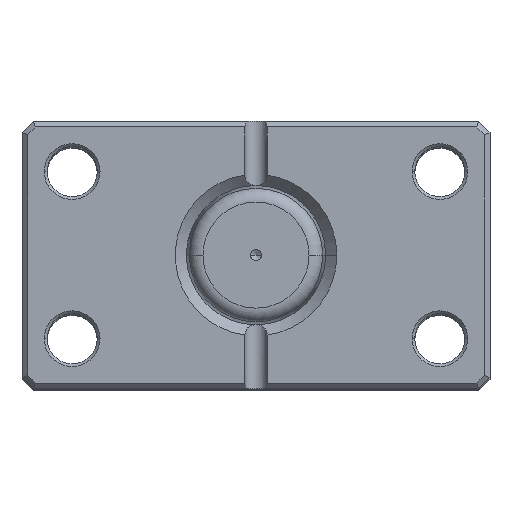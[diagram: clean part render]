
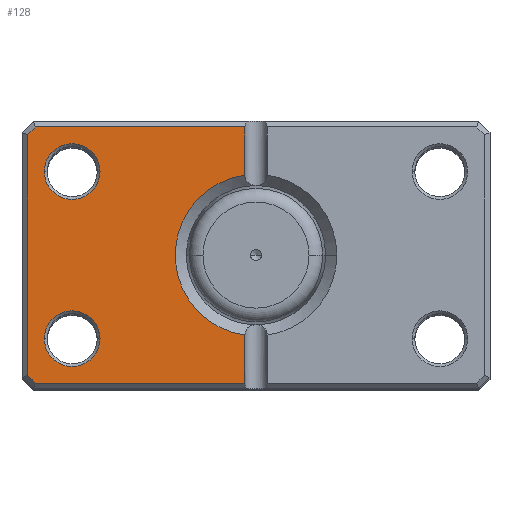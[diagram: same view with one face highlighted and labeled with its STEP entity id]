
A CAD part, top view. The second image highlights one B-rep face of the part: STEP entity #128.
In plain terms, the highlighted face is planar.
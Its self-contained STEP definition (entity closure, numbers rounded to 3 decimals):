
#13 = CARTESIAN_POINT ( 'NONE',  ( 38., 15., 0. ) ) ;
#21 = DIRECTION ( 'NONE',  ( 0.707, -0.707, 0. ) ) ;
#73 = DIRECTION ( 'NONE',  ( 1., 0., 0. ) ) ;
#82 = VECTOR ( 'NONE', #5963, 1000. ) ;
#101 = DIRECTION ( 'NONE',  ( 1., 0., 0. ) ) ;
#105 = CARTESIAN_POINT ( 'NONE',  ( 28., 15., 0. ) ) ;
#128 = ADVANCED_FACE ( 'NONE', ( #2650, #4968, #3891 ), #6045, .F. ) ;
#145 = VERTEX_POINT ( 'NONE', #2109 ) ;
#158 = EDGE_CURVE ( 'NONE', #4707, #5751, #4839, .T. ) ;
#168 = EDGE_LOOP ( 'NONE', ( #1604, #307 ) ) ;
#172 = ORIENTED_EDGE ( 'NONE', *, *, #4503, .T. ) ;
#200 = VERTEX_POINT ( 'NONE', #5740 ) ;
#307 = ORIENTED_EDGE ( 'NONE', *, *, #158, .T. ) ;
#370 = EDGE_CURVE ( 'NONE', #5618, #4679, #4844, .T. ) ;
#409 = AXIS2_PLACEMENT_3D ( 'NONE', #3932, #1977, #1732 ) ;
#413 = EDGE_CURVE ( 'NONE', #2962, #200, #3477, .T. ) ;
#698 = CARTESIAN_POINT ( 'NONE',  ( 39.586, 23., 0. ) ) ;
#838 = EDGE_LOOP ( 'NONE', ( #5136, #3889, #1470, #172, #4967, #3745, #2508, #1325 ) ) ;
#1058 = LINE ( 'NONE', #3993, #5679 ) ;
#1091 = CARTESIAN_POINT ( 'NONE',  ( 33., -15., 0. ) ) ;
#1149 = LINE ( 'NONE', #3300, #2344 ) ;
#1325 = ORIENTED_EDGE ( 'NONE', *, *, #4147, .T. ) ;
#1334 = CARTESIAN_POINT ( 'NONE',  ( 28., -15., 0. ) ) ;
#1344 = EDGE_CURVE ( 'NONE', #145, #5618, #1058, .T. ) ;
#1382 = LINE ( 'NONE', #2679, #82 ) ;
#1470 = ORIENTED_EDGE ( 'NONE', *, *, #2459, .T. ) ;
#1558 = DIRECTION ( 'NONE',  ( 1., 0., 0. ) ) ;
#1604 = ORIENTED_EDGE ( 'NONE', *, *, #4792, .T. ) ;
#1693 = CARTESIAN_POINT ( 'NONE',  ( 41., 0., 0. ) ) ;
#1732 = DIRECTION ( 'NONE',  ( 1., 0., 0. ) ) ;
#1736 = AXIS2_PLACEMENT_3D ( 'NONE', #5676, #2904, #101 ) ;
#1888 = CARTESIAN_POINT ( 'NONE',  ( 2., -14.361, 0. ) ) ;
#1966 = CARTESIAN_POINT ( 'NONE',  ( 2., 24., 0. ) ) ;
#1977 = DIRECTION ( 'NONE',  ( 0., 0., 1. ) ) ;
#2028 = VERTEX_POINT ( 'NONE', #2618 ) ;
#2078 = LINE ( 'NONE', #5228, #2221 ) ;
#2109 = CARTESIAN_POINT ( 'NONE',  ( 2., -23., 0. ) ) ;
#2136 = CARTESIAN_POINT ( 'NONE',  ( 0., 23., 0. ) ) ;
#2221 = VECTOR ( 'NONE', #4781, 1000. ) ;
#2344 = VECTOR ( 'NONE', #21, 1000. ) ;
#2459 = EDGE_CURVE ( 'NONE', #4679, #2028, #5923, .T. ) ;
#2480 = EDGE_CURVE ( 'NONE', #4156, #3467, #4958, .T. ) ;
#2508 = ORIENTED_EDGE ( 'NONE', *, *, #2722, .T. ) ;
#2618 = CARTESIAN_POINT ( 'NONE',  ( 2., 23., 0. ) ) ;
#2650 = FACE_BOUND ( 'NONE', #5396, .T. ) ;
#2679 = CARTESIAN_POINT ( 'NONE',  ( 31.293, -31.293, 0. ) ) ;
#2683 = AXIS2_PLACEMENT_3D ( 'NONE', #1091, #4283, #1558 ) ;
#2722 = EDGE_CURVE ( 'NONE', #200, #3378, #1382, .T. ) ;
#2799 = ORIENTED_EDGE ( 'NONE', *, *, #2480, .T. ) ;
#2886 = DIRECTION ( 'NONE',  ( 0., 0., 1. ) ) ;
#2904 = DIRECTION ( 'NONE',  ( 0., 0., 1. ) ) ;
#2962 = VERTEX_POINT ( 'NONE', #6060 ) ;
#3122 = AXIS2_PLACEMENT_3D ( 'NONE', #5660, #2886, #73 ) ;
#3124 = CARTESIAN_POINT ( 'NONE',  ( 0., 0., 0. ) ) ;
#3183 = DIRECTION ( 'NONE',  ( 0., 1., 0. ) ) ;
#3300 = CARTESIAN_POINT ( 'NONE',  ( 31.293, 31.293, 0. ) ) ;
#3378 = VERTEX_POINT ( 'NONE', #3501 ) ;
#3467 = VERTEX_POINT ( 'NONE', #1334 ) ;
#3477 = LINE ( 'NONE', #1693, #5800 ) ;
#3485 = CARTESIAN_POINT ( 'NONE',  ( 33., 15., 0. ) ) ;
#3501 = CARTESIAN_POINT ( 'NONE',  ( 39.586, -23., 0. ) ) ;
#3745 = ORIENTED_EDGE ( 'NONE', *, *, #413, .T. ) ;
#3808 = VERTEX_POINT ( 'NONE', #698 ) ;
#3874 = LINE ( 'NONE', #2136, #5120 ) ;
#3889 = ORIENTED_EDGE ( 'NONE', *, *, #370, .T. ) ;
#3891 = FACE_OUTER_BOUND ( 'NONE', #838, .T. ) ;
#3932 = CARTESIAN_POINT ( 'NONE',  ( 0., 0., 0. ) ) ;
#3993 = CARTESIAN_POINT ( 'NONE',  ( 2., 24., 0. ) ) ;
#4106 = AXIS2_PLACEMENT_3D ( 'NONE', #3124, #5538, #5563 ) ;
#4147 = EDGE_CURVE ( 'NONE', #3378, #145, #2078, .T. ) ;
#4156 = VERTEX_POINT ( 'NONE', #5718 ) ;
#4283 = DIRECTION ( 'NONE',  ( 0., 0., 1. ) ) ;
#4503 = EDGE_CURVE ( 'NONE', #2028, #3808, #3874, .T. ) ;
#4660 = CARTESIAN_POINT ( 'NONE',  ( 2., 14.361, 0. ) ) ;
#4678 = VECTOR ( 'NONE', #5197, 1000. ) ;
#4679 = VERTEX_POINT ( 'NONE', #4660 ) ;
#4707 = VERTEX_POINT ( 'NONE', #13 ) ;
#4746 = CIRCLE ( 'NONE', #3122, 5. ) ;
#4781 = DIRECTION ( 'NONE',  ( -1., 0., 0. ) ) ;
#4792 = EDGE_CURVE ( 'NONE', #5751, #4707, #4746, .T. ) ;
#4813 = DIRECTION ( 'NONE',  ( 0., -1., 0. ) ) ;
#4839 = CIRCLE ( 'NONE', #5060, 5. ) ;
#4844 = CIRCLE ( 'NONE', #409, 14.5 ) ;
#4903 = DIRECTION ( 'NONE',  ( 1., 0., 0. ) ) ;
#4958 = CIRCLE ( 'NONE', #1736, 5. ) ;
#4967 = ORIENTED_EDGE ( 'NONE', *, *, #5013, .T. ) ;
#4968 = FACE_BOUND ( 'NONE', #168, .T. ) ;
#5013 = EDGE_CURVE ( 'NONE', #3808, #2962, #1149, .T. ) ;
#5060 = AXIS2_PLACEMENT_3D ( 'NONE', #3485, #5723, #5757 ) ;
#5113 = EDGE_CURVE ( 'NONE', #3467, #4156, #5609, .T. ) ;
#5120 = VECTOR ( 'NONE', #4903, 1000. ) ;
#5136 = ORIENTED_EDGE ( 'NONE', *, *, #1344, .T. ) ;
#5197 = DIRECTION ( 'NONE',  ( 0., 1., 0. ) ) ;
#5228 = CARTESIAN_POINT ( 'NONE',  ( 0., -23., 0. ) ) ;
#5281 = ORIENTED_EDGE ( 'NONE', *, *, #5113, .T. ) ;
#5396 = EDGE_LOOP ( 'NONE', ( #5281, #2799 ) ) ;
#5538 = DIRECTION ( 'NONE',  ( 0., 0., 1. ) ) ;
#5563 = DIRECTION ( 'NONE',  ( 1., 0., 0. ) ) ;
#5609 = CIRCLE ( 'NONE', #2683, 5. ) ;
#5618 = VERTEX_POINT ( 'NONE', #1888 ) ;
#5660 = CARTESIAN_POINT ( 'NONE',  ( 33., 15., 0. ) ) ;
#5676 = CARTESIAN_POINT ( 'NONE',  ( 33., -15., 0. ) ) ;
#5679 = VECTOR ( 'NONE', #3183, 1000. ) ;
#5718 = CARTESIAN_POINT ( 'NONE',  ( 38., -15., 0. ) ) ;
#5723 = DIRECTION ( 'NONE',  ( 0., 0., 1. ) ) ;
#5740 = CARTESIAN_POINT ( 'NONE',  ( 41., -21.586, 0. ) ) ;
#5751 = VERTEX_POINT ( 'NONE', #105 ) ;
#5757 = DIRECTION ( 'NONE',  ( 1., 0., 0. ) ) ;
#5800 = VECTOR ( 'NONE', #4813, 1000. ) ;
#5923 = LINE ( 'NONE', #1966, #4678 ) ;
#5963 = DIRECTION ( 'NONE',  ( -0.707, -0.707, 0. ) ) ;
#6045 = PLANE ( 'NONE',  #4106 ) ;
#6060 = CARTESIAN_POINT ( 'NONE',  ( 41., 21.586, 0. ) ) ;
